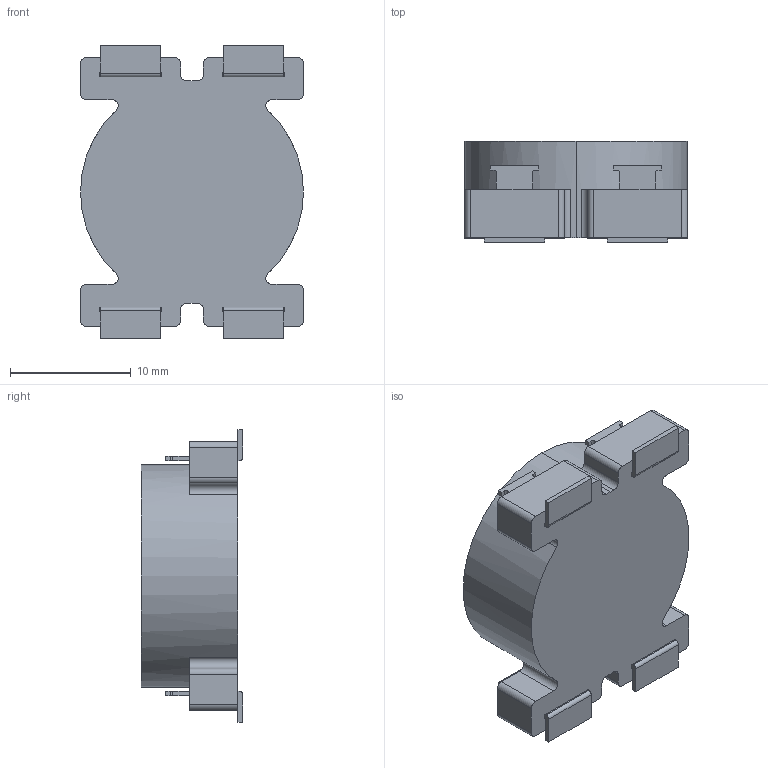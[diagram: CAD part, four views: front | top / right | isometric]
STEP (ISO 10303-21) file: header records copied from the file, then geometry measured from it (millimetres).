
FILE_DESCRIPTION (( 'STEP AP214' ), '1' );
FILE_NAME ('7446632003.STEP', '2014-10-23T12:31:31', ( 'Moshe' ), ( 'Microsoft' ), 'SwSTEP 2.0', 'SolidWorks 2011', '' );
FILE_SCHEMA (( 'AUTOMOTIVE_DESIGN' ));
Length unit declared in the file: millimetre
Products named in the file (1): 7446632003
Bounding box: 18.5 x 8.4 x 24.3 mm (x, y, z)
Volume: 2572.5 mm3; surface area: 1635.4 mm2
Topology: 1 solids, 1 shells, 287 faces, 811 edges, 530 vertices
Faces by surface type: plane 207, cylinder 44, bspline 36
Entity records: 12284 total; most frequent: CARTESIAN_POINT 3601, ORIENTED_EDGE 1622, DIRECTION 1339, EDGE_CURVE 811, LINE 643, VECTOR 643, VERTEX_POINT 530, AXIS2_PLACEMENT_3D 348
